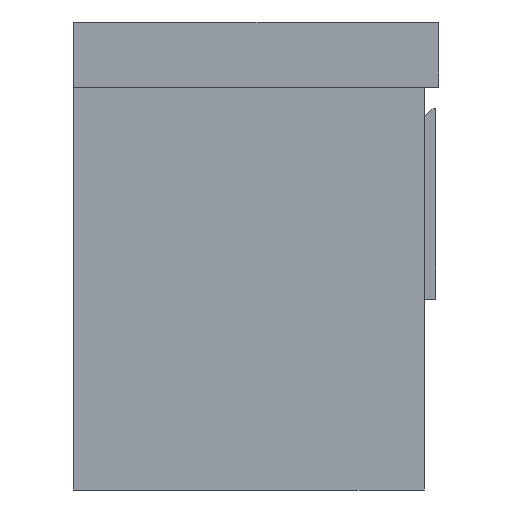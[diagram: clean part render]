
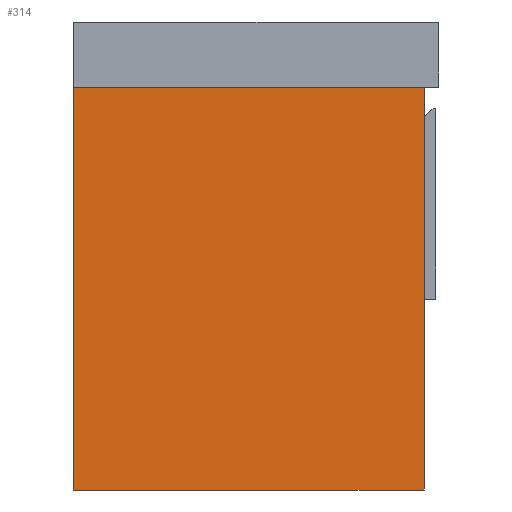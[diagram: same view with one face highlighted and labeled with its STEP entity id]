
A CAD part, left-side view. The second image highlights one B-rep face of the part: STEP entity #314.
In plain terms, the highlighted planar face has unit normal (-1, 0, 0).
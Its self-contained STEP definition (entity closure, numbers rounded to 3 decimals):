
#314=ADVANCED_FACE('',(#387),#1230,.T.);
#387=FACE_OUTER_BOUND('',#460,.T.);
#460=EDGE_LOOP('',(#732,#733,#734,#735));
#732=ORIENTED_EDGE('',*,*,#906,.T.);
#733=ORIENTED_EDGE('',*,*,#907,.T.);
#734=ORIENTED_EDGE('',*,*,#908,.T.);
#735=ORIENTED_EDGE('',*,*,#904,.F.);
#904=EDGE_CURVE('',#1156,#1157,#1055,.T.);
#906=EDGE_CURVE('',#1156,#1158,#1057,.T.);
#907=EDGE_CURVE('',#1158,#1159,#1058,.T.);
#908=EDGE_CURVE('',#1159,#1157,#1059,.T.);
#1055=B_SPLINE_CURVE_WITH_KNOTS('',1,(#2214,#2215),.UNSPECIFIED.,.F.,.F.,
(2,2),(0.,480.),.UNSPECIFIED.);
#1057=B_SPLINE_CURVE_WITH_KNOTS('',1,(#2218,#2219),.UNSPECIFIED.,.F.,.F.,
(2,2),(0.,550.),.UNSPECIFIED.);
#1058=B_SPLINE_CURVE_WITH_KNOTS('',1,(#2220,#2221),.UNSPECIFIED.,.F.,.F.,
(2,2),(0.,480.),.UNSPECIFIED.);
#1059=B_SPLINE_CURVE_WITH_KNOTS('',1,(#2222,#2223),.UNSPECIFIED.,.F.,.F.,
(2,2),(0.,550.),.UNSPECIFIED.);
#1156=VERTEX_POINT('',#2200);
#1157=VERTEX_POINT('',#2201);
#1158=VERTEX_POINT('',#2202);
#1159=VERTEX_POINT('',#2203);
#1230=PLANE('',#1403);
#1403=AXIS2_PLACEMENT_3D('',#2192,#1488,$);
#1488=DIRECTION('',(-1.,0.,0.));
#2192=CARTESIAN_POINT('',(-894.,-330.,-48.));
#2200=CARTESIAN_POINT('',(-894.,275.,0.));
#2201=CARTESIAN_POINT('',(-894.,275.,480.));
#2202=CARTESIAN_POINT('',(-894.,-275.,0.));
#2203=CARTESIAN_POINT('',(-894.,-275.,480.));
#2214=CARTESIAN_POINT('',(-894.,275.,0.));
#2215=CARTESIAN_POINT('',(-894.,275.,480.));
#2218=CARTESIAN_POINT('',(-894.,275.,0.));
#2219=CARTESIAN_POINT('',(-894.,-275.,0.));
#2220=CARTESIAN_POINT('',(-894.,-275.,0.));
#2221=CARTESIAN_POINT('',(-894.,-275.,480.));
#2222=CARTESIAN_POINT('',(-894.,-275.,480.));
#2223=CARTESIAN_POINT('',(-894.,275.,480.));
